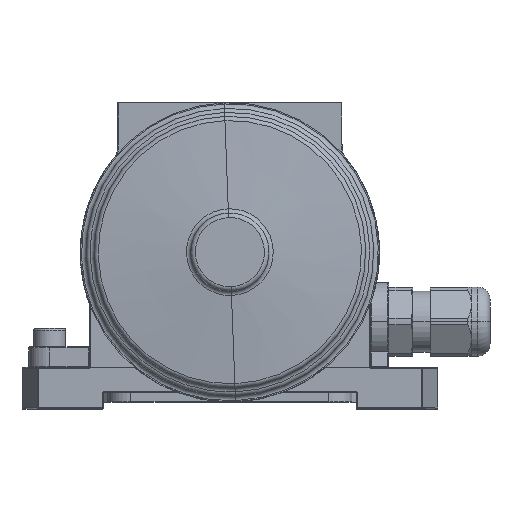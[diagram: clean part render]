
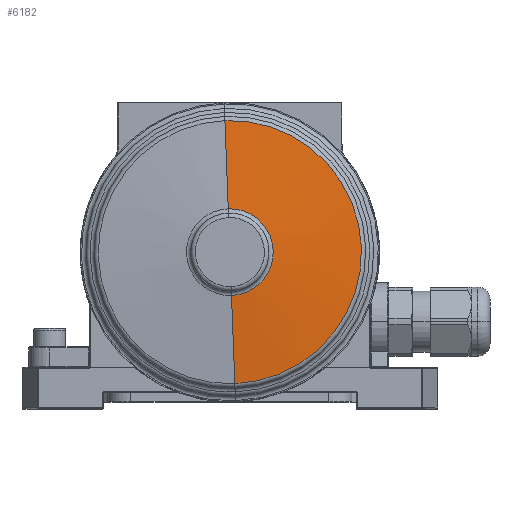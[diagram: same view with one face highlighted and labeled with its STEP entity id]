
A CAD part, top view. The second image highlights one B-rep face of the part: STEP entity #6182.
In plain terms, the highlighted conical face has half-angle 85 degrees and reference radius 8.5 mm.
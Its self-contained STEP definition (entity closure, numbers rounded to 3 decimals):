
#387 = DIRECTION ( 'NONE',  ( -0.038, 0.999, 0. ) ) ;
#728 = ORIENTED_EDGE ( 'NONE', *, *, #13588, .T. ) ;
#830 = DIRECTION ( 'NONE',  ( -0.038, 0.995, -0.087 ) ) ;
#1248 = CARTESIAN_POINT ( 'NONE',  ( 0., -0.022, 53.337 ) ) ;
#1400 = AXIS2_PLACEMENT_3D ( 'NONE', #19365, #7914, #387 ) ;
#1479 = DIRECTION ( 'NONE',  ( -0.038, 0.999, 0. ) ) ;
#1769 = VECTOR ( 'NONE', #5222, 1000. ) ;
#4206 = VERTEX_POINT ( 'NONE', #7076 ) ;
#4499 = DIRECTION ( 'NONE',  ( 0.038, -0.999, 0. ) ) ;
#4972 = AXIS2_PLACEMENT_3D ( 'NONE', #21285, #11727, #4499 ) ;
#5152 = CARTESIAN_POINT ( 'NONE',  ( 0.32, -8.516, 53.337 ) ) ;
#5208 = LINE ( 'NONE', #20237, #22956 ) ;
#5222 = DIRECTION ( 'NONE',  ( 0.038, -0.995, -0.087 ) ) ;
#5820 = EDGE_LOOP ( 'NONE', ( #728, #10246, #20414, #23049 ) ) ;
#6182 = ADVANCED_FACE ( 'NONE', ( #13482 ), #23362, .T. ) ;
#6287 = EDGE_CURVE ( 'NONE', #9105, #12715, #22766, .T. ) ;
#7076 = CARTESIAN_POINT ( 'NONE',  ( 0.355, -9.429, 53.257 ) ) ;
#7219 = CARTESIAN_POINT ( 'NONE',  ( 1.077, -28.589, 51.58 ) ) ;
#7914 = DIRECTION ( 'NONE',  ( 0., 0., -1. ) ) ;
#9105 = VERTEX_POINT ( 'NONE', #7219 ) ;
#10246 = ORIENTED_EDGE ( 'NONE', *, *, #23037, .T. ) ;
#10997 = DIRECTION ( 'NONE',  ( 0., 0., -1. ) ) ;
#11727 = DIRECTION ( 'NONE',  ( 0., 0., 1. ) ) ;
#12715 = VERTEX_POINT ( 'NONE', #18965 ) ;
#13222 = AXIS2_PLACEMENT_3D ( 'NONE', #1248, #10997, #1479 ) ;
#13482 = FACE_OUTER_BOUND ( 'NONE', #5820, .T. ) ;
#13588 = EDGE_CURVE ( 'NONE', #19743, #4206, #23563, .T. ) ;
#17126 = LINE ( 'NONE', #5152, #1769 ) ;
#17569 = EDGE_CURVE ( 'NONE', #19743, #12715, #5208, .T. ) ;
#18965 = CARTESIAN_POINT ( 'NONE',  ( -1.077, 28.544, 51.58 ) ) ;
#19365 = CARTESIAN_POINT ( 'NONE',  ( 0., -0.022, 53.257 ) ) ;
#19743 = VERTEX_POINT ( 'NONE', #23130 ) ;
#20237 = CARTESIAN_POINT ( 'NONE',  ( -0.32, 8.471, 53.337 ) ) ;
#20414 = ORIENTED_EDGE ( 'NONE', *, *, #6287, .T. ) ;
#21285 = CARTESIAN_POINT ( 'NONE',  ( 0., -0.022, 51.58 ) ) ;
#22766 = CIRCLE ( 'NONE', #4972, 28.587 ) ;
#22956 = VECTOR ( 'NONE', #830, 1000. ) ;
#23037 = EDGE_CURVE ( 'NONE', #4206, #9105, #17126, .T. ) ;
#23049 = ORIENTED_EDGE ( 'NONE', *, *, #17569, .F. ) ;
#23130 = CARTESIAN_POINT ( 'NONE',  ( -0.355, 9.384, 53.257 ) ) ;
#23362 = CONICAL_SURFACE ( 'NONE', #13222, 8.5, 1.484 ) ;
#23563 = CIRCLE ( 'NONE', #1400, 9.413 ) ;
